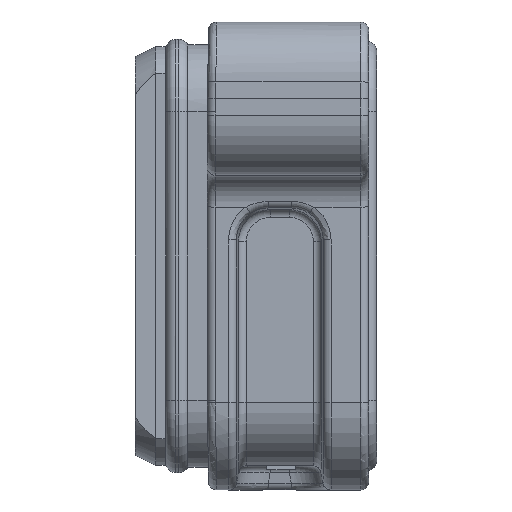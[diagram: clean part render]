
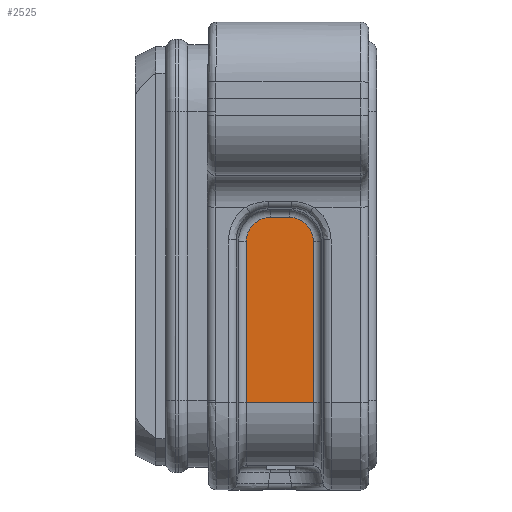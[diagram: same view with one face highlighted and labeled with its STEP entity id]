
A CAD part, left-side view. The second image highlights one B-rep face of the part: STEP entity #2525.
In plain terms, the highlighted planar face has unit normal (-1, 0, -0.018).
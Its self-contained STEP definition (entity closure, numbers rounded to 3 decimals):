
#940=B_SPLINE_CURVE_WITH_KNOTS('',3,(#24839,#24840,#24841,#24842,#24843,
#24844),.UNSPECIFIED.,.F.,.F.,(4,2,4),(0.,0.5,1.),.UNSPECIFIED.);
#943=B_SPLINE_CURVE_WITH_KNOTS('',3,(#24858,#24859,#24860,#24861,#24862,
#24863),.UNSPECIFIED.,.F.,.F.,(4,2,4),(0.,0.5,1.),.UNSPECIFIED.);
#944=B_SPLINE_CURVE_WITH_KNOTS('',3,(#24867,#24868,#24869,#24870),
 .UNSPECIFIED.,.F.,.F.,(4,4),(0.,1.),.UNSPECIFIED.);
#2525=ADVANCED_FACE('NONE',(#3731),#3005,.F.);
#3005=PLANE('',#15099);
#3731=FACE_OUTER_BOUND('',#4611,.T.);
#4611=EDGE_LOOP('',(#7862,#7863,#7864,#7865,#7866,#7867));
#7862=ORIENTED_EDGE('',*,*,#11746,.T.);
#7863=ORIENTED_EDGE('',*,*,#11956,.T.);
#7864=ORIENTED_EDGE('',*,*,#11957,.F.);
#7865=ORIENTED_EDGE('',*,*,#11752,.T.);
#7866=ORIENTED_EDGE('',*,*,#11750,.T.);
#7867=ORIENTED_EDGE('',*,*,#11748,.T.);
#9974=VERTEX_POINT('',#24833);
#9975=VERTEX_POINT('',#24838);
#9976=VERTEX_POINT('',#24850);
#9977=VERTEX_POINT('',#24857);
#9978=VERTEX_POINT('',#24866);
#10061=VERTEX_POINT('',#26147);
#11746=EDGE_CURVE('NONE',#9974,#9975,#940,.T.);
#11748=EDGE_CURVE('NONE',#9976,#9974,#13099,.T.);
#11750=EDGE_CURVE('NONE',#9977,#9976,#943,.T.);
#11752=EDGE_CURVE('NONE',#9978,#9977,#944,.T.);
#11956=EDGE_CURVE('NONE',#9975,#10061,#13143,.T.);
#11957=EDGE_CURVE('NONE',#9978,#10061,#13144,.T.);
#13099=LINE('',#24851,#14026);
#13143=LINE('',#26148,#14070);
#13144=LINE('',#26150,#14071);
#14026=VECTOR('',#17459,1.);
#14070=VECTOR('',#17773,1.);
#14071=VECTOR('',#17776,1.);
#15099=AXIS2_PLACEMENT_3D('',#26151,#17777,#17778);
#17459=DIRECTION('',(0.,1.,0.));
#17773=DIRECTION('',(0.017,0.,-1.));
#17776=DIRECTION('',(0.,1.,0.));
#17777=DIRECTION('',(1.,0.,0.017));
#17778=DIRECTION('',(0.017,0.,-1.));
#24833=CARTESIAN_POINT('',(-45.183,92.194,4.775));
#24838=CARTESIAN_POINT('',(-45.131,95.153,1.817));
#24839=CARTESIAN_POINT('',(-45.183,92.194,4.775));
#24840=CARTESIAN_POINT('',(-45.183,92.986,4.774));
#24841=CARTESIAN_POINT('',(-45.178,93.735,4.469));
#24842=CARTESIAN_POINT('',(-45.158,94.847,3.357));
#24843=CARTESIAN_POINT('',(-45.145,95.151,2.608));
#24844=CARTESIAN_POINT('',(-45.131,95.153,1.817));
#24850=CARTESIAN_POINT('',(-45.183,89.806,4.775));
#24851=CARTESIAN_POINT('',(-45.183,89.205,4.775));
#24857=CARTESIAN_POINT('',(-45.131,86.847,1.817));
#24858=CARTESIAN_POINT('',(-45.131,86.847,1.817));
#24859=CARTESIAN_POINT('',(-45.145,86.849,2.609));
#24860=CARTESIAN_POINT('',(-45.158,87.153,3.358));
#24861=CARTESIAN_POINT('',(-45.178,88.265,4.469));
#24862=CARTESIAN_POINT('',(-45.183,89.015,4.774));
#24863=CARTESIAN_POINT('',(-45.183,89.806,4.775));
#24866=CARTESIAN_POINT('',(-44.783,86.847,-18.14));
#24867=CARTESIAN_POINT('',(-44.783,86.847,-18.14));
#24868=CARTESIAN_POINT('',(-44.899,86.847,-11.488));
#24869=CARTESIAN_POINT('',(-45.015,86.847,-4.836));
#24870=CARTESIAN_POINT('',(-45.131,86.847,1.817));
#26147=CARTESIAN_POINT('',(-44.783,95.153,-18.14));
#26148=CARTESIAN_POINT('',(-45.142,95.153,2.427));
#26150=CARTESIAN_POINT('',(-44.783,86.,-18.14));
#26151=CARTESIAN_POINT('',(-44.783,86.,-18.14));
